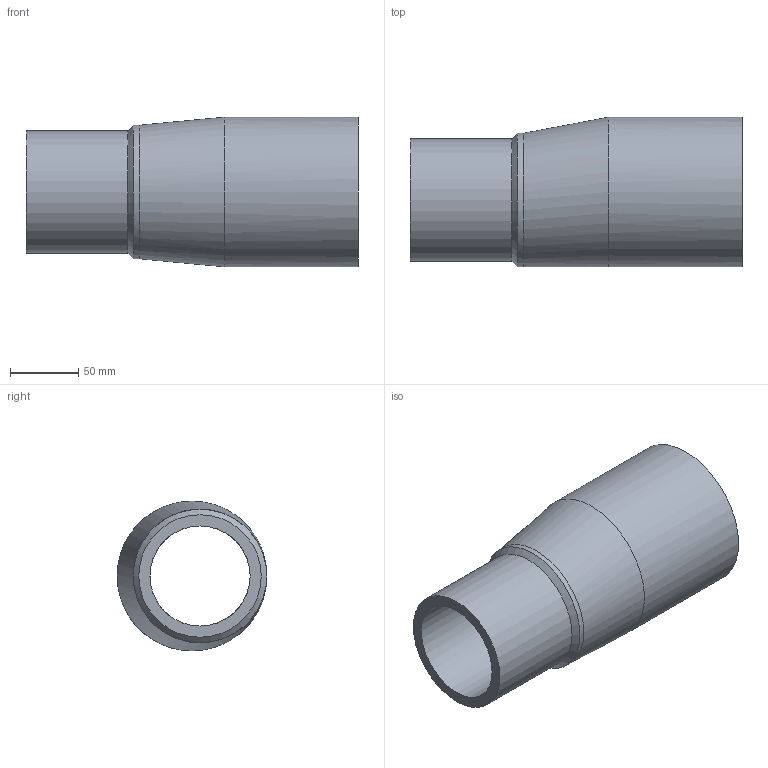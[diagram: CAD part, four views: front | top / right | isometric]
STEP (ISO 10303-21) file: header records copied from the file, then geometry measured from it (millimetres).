
FILE_DESCRIPTION (( 'STEP AP203' ), '1' );
FILE_NAME ('581230422.STEP', '2017-07-31T17:54:35', ( '' ), ( '' ), 'SwSTEP 2.0', 'SolidWorks 2017', '' );
FILE_SCHEMA (( 'CONFIG_CONTROL_DESIGN' ));
Length unit declared in the file: inch
Products named in the file (1): 581230422
Bounding box: 244 x 110 x 110 mm (x, y, z)
Volume: 694669.5 mm3; surface area: 147236 mm2
Topology: 1 solids, 1 shells, 10 faces, 28 edges, 20 vertices
Faces by surface type: cylinder 5, plane 2, bspline 2, cone 1
Full cylindrical faces by diameter (mm): 73.6 x1, 90 x2, 98.2 x1, 110 x1
Entity records: 2079 total; most frequent: CARTESIAN_POINT 1801, ORIENTED_EDGE 36, DIRECTION 30, EDGE_LOOP 20, VERTEX_POINT 18, EDGE_CURVE 18, FACE_OUTER_BOUND 17, AXIS2_PLACEMENT_3D 15
